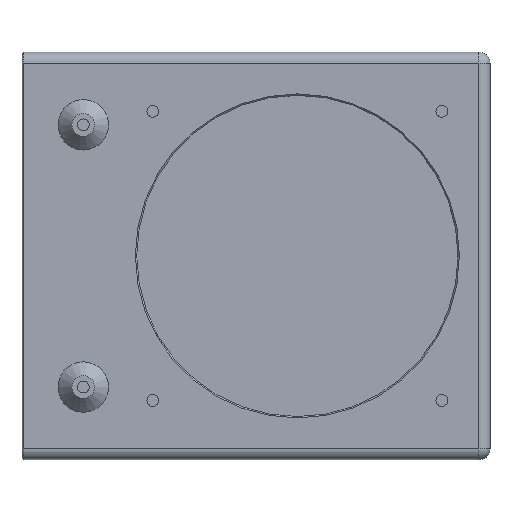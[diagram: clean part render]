
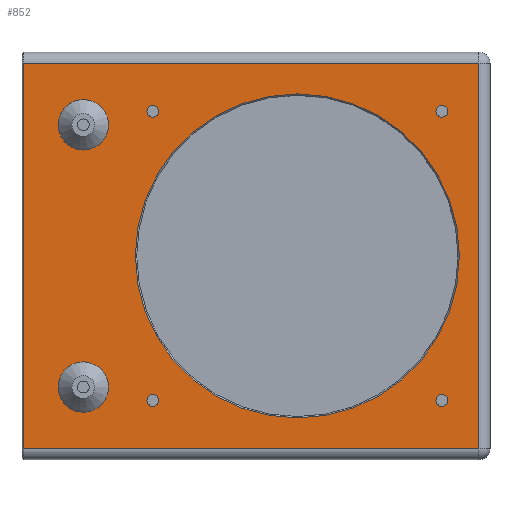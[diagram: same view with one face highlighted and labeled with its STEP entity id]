
A CAD part, top view. The second image highlights one B-rep face of the part: STEP entity #852.
In plain terms, the highlighted planar face has unit normal (0, 0, 1).
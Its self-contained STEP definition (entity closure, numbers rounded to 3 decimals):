
#23=FACE_BOUND('',#196,.T.);
#24=FACE_BOUND('',#197,.T.);
#25=FACE_BOUND('',#198,.T.);
#26=FACE_BOUND('',#199,.T.);
#27=FACE_BOUND('',#200,.T.);
#28=FACE_BOUND('',#201,.T.);
#29=FACE_BOUND('',#202,.T.);
#73=CIRCLE('',#936,58.85);
#74=CIRCLE('',#937,2.15);
#75=CIRCLE('',#938,2.15);
#76=CIRCLE('',#939,2.15);
#77=CIRCLE('',#940,2.15);
#78=CIRCLE('',#941,9.15);
#79=CIRCLE('',#942,9.15);
#136=FACE_OUTER_BOUND('',#195,.T.);
#195=EDGE_LOOP('',(#624,#625,#626,#627));
#196=EDGE_LOOP('',(#628));
#197=EDGE_LOOP('',(#629));
#198=EDGE_LOOP('',(#630));
#199=EDGE_LOOP('',(#631));
#200=EDGE_LOOP('',(#632));
#201=EDGE_LOOP('',(#633));
#202=EDGE_LOOP('',(#634));
#263=LINE('',#1328,#327);
#282=LINE('',#1383,#346);
#283=LINE('',#1387,#347);
#284=LINE('',#1388,#348);
#327=VECTOR('',#1033,10.);
#346=VECTOR('',#1090,10.);
#347=VECTOR('',#1095,10.);
#348=VECTOR('',#1096,10.);
#391=VERTEX_POINT('',#1325);
#392=VERTEX_POINT('',#1327);
#409=VERTEX_POINT('',#1382);
#410=VERTEX_POINT('',#1386);
#411=VERTEX_POINT('',#1389);
#412=VERTEX_POINT('',#1391);
#413=VERTEX_POINT('',#1393);
#414=VERTEX_POINT('',#1395);
#415=VERTEX_POINT('',#1397);
#416=VERTEX_POINT('',#1399);
#417=VERTEX_POINT('',#1401);
#462=EDGE_CURVE('',#391,#392,#263,.T.);
#490=EDGE_CURVE('',#392,#409,#282,.T.);
#492=EDGE_CURVE('',#410,#391,#283,.T.);
#493=EDGE_CURVE('',#409,#410,#284,.T.);
#494=EDGE_CURVE('',#411,#411,#73,.T.);
#495=EDGE_CURVE('',#412,#412,#74,.T.);
#496=EDGE_CURVE('',#413,#413,#75,.T.);
#497=EDGE_CURVE('',#414,#414,#76,.T.);
#498=EDGE_CURVE('',#415,#415,#77,.T.);
#499=EDGE_CURVE('',#416,#416,#78,.T.);
#500=EDGE_CURVE('',#417,#417,#79,.T.);
#624=ORIENTED_EDGE('',*,*,#462,.F.);
#625=ORIENTED_EDGE('',*,*,#492,.F.);
#626=ORIENTED_EDGE('',*,*,#493,.F.);
#627=ORIENTED_EDGE('',*,*,#490,.F.);
#628=ORIENTED_EDGE('',*,*,#494,.F.);
#629=ORIENTED_EDGE('',*,*,#495,.T.);
#630=ORIENTED_EDGE('',*,*,#496,.T.);
#631=ORIENTED_EDGE('',*,*,#497,.T.);
#632=ORIENTED_EDGE('',*,*,#498,.T.);
#633=ORIENTED_EDGE('',*,*,#499,.F.);
#634=ORIENTED_EDGE('',*,*,#500,.F.);
#823=PLANE('',#935);
#852=ADVANCED_FACE('',(#136,#23,#24,#25,#26,#27,#28,#29),#823,.T.);
#935=AXIS2_PLACEMENT_3D('',#1385,#1093,#1094);
#936=AXIS2_PLACEMENT_3D('',#1390,#1097,#1098);
#937=AXIS2_PLACEMENT_3D('',#1392,#1099,#1100);
#938=AXIS2_PLACEMENT_3D('',#1394,#1101,#1102);
#939=AXIS2_PLACEMENT_3D('',#1396,#1103,#1104);
#940=AXIS2_PLACEMENT_3D('',#1398,#1105,#1106);
#941=AXIS2_PLACEMENT_3D('',#1400,#1107,#1108);
#942=AXIS2_PLACEMENT_3D('',#1402,#1109,#1110);
#1033=DIRECTION('',(0.,1.,0.));
#1090=DIRECTION('',(1.,0.,0.));
#1093=DIRECTION('center_axis',(0.,0.,1.));
#1094=DIRECTION('ref_axis',(0.,-1.,0.));
#1095=DIRECTION('',(-1.,0.,0.));
#1096=DIRECTION('',(0.,-1.,0.));
#1097=DIRECTION('center_axis',(0.,0.,1.));
#1098=DIRECTION('ref_axis',(-1.,0.,0.));
#1099=DIRECTION('center_axis',(0.,0.,-1.));
#1100=DIRECTION('ref_axis',(-1.,0.,0.));
#1101=DIRECTION('center_axis',(0.,0.,-1.));
#1102=DIRECTION('ref_axis',(-1.,0.,0.));
#1103=DIRECTION('center_axis',(0.,0.,-1.));
#1104=DIRECTION('ref_axis',(-1.,0.,0.));
#1105=DIRECTION('center_axis',(0.,0.,-1.));
#1106=DIRECTION('ref_axis',(-1.,0.,0.));
#1107=DIRECTION('center_axis',(0.,0.,1.));
#1108=DIRECTION('ref_axis',(-1.,0.,0.));
#1109=DIRECTION('center_axis',(0.,0.,1.));
#1110=DIRECTION('ref_axis',(-1.,0.,0.));
#1325=CARTESIAN_POINT('',(98.5,-70.,29.6));
#1327=CARTESIAN_POINT('',(98.5,70.,29.6));
#1328=CARTESIAN_POINT('',(98.5,37.,29.6));
#1382=CARTESIAN_POINT('',(264.,70.,29.6));
#1383=CARTESIAN_POINT('',(98.,70.,29.6));
#1385=CARTESIAN_POINT('Origin',(98.,74.,29.6));
#1386=CARTESIAN_POINT('',(264.,-70.,29.6));
#1387=CARTESIAN_POINT('',(98.,-70.,29.6));
#1388=CARTESIAN_POINT('',(264.,37.,29.6));
#1389=CARTESIAN_POINT('',(256.875,0.,29.6));
#1390=CARTESIAN_POINT('Origin',(198.025,0.,29.6));
#1391=CARTESIAN_POINT('',(252.675,52.5,29.6));
#1392=CARTESIAN_POINT('Origin',(250.525,52.5,29.6));
#1393=CARTESIAN_POINT('',(252.675,-52.5,29.6));
#1394=CARTESIAN_POINT('Origin',(250.525,-52.5,29.6));
#1395=CARTESIAN_POINT('',(147.675,52.5,29.6));
#1396=CARTESIAN_POINT('Origin',(145.525,52.5,29.6));
#1397=CARTESIAN_POINT('',(147.675,-52.5,29.6));
#1398=CARTESIAN_POINT('Origin',(145.525,-52.5,29.6));
#1399=CARTESIAN_POINT('',(129.4,-47.65,29.6));
#1400=CARTESIAN_POINT('Origin',(120.25,-47.65,29.6));
#1401=CARTESIAN_POINT('',(129.4,47.6,29.6));
#1402=CARTESIAN_POINT('Origin',(120.25,47.6,29.6));
